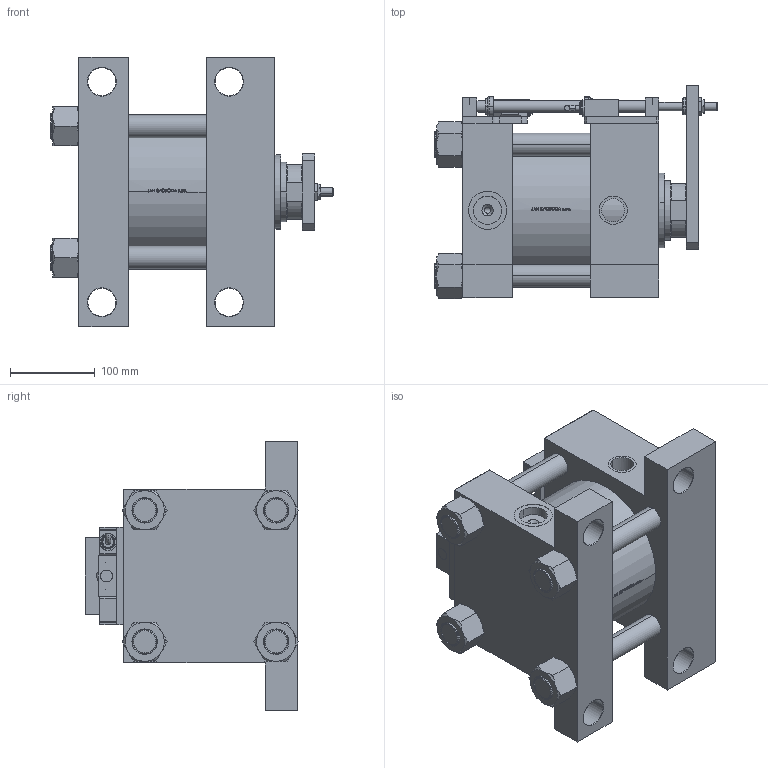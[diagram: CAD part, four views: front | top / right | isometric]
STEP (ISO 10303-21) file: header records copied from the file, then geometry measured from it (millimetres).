
FILE_DESCRIPTION (( 'STEP AP203' ), '1' );
FILE_NAME ('58e4.STEP', '2022-04-16T22:42:37', ( '' ), ( '' ), 'SwSTEP 2.0', 'SolidWorks 2019', '' );
FILE_SCHEMA (( 'CONFIG_CONTROL_DESIGN' ));
Length unit declared in the file: millimetre
Products named in the file (17): V215CD_SWITCH_Q_NUT c73c21374ca2fd8f200d188c4e5a2a67; V215CD_SWITCH_Q_PODLOZKA_FRONT c73c21374ca2fd8f200d188c4e5a2a67; V215CD_SWITCH_Q_ZARAZKA c73c21374ca2fd8f200d188c4e5a2a67; V215CD_SWITCH_Q_DIMA c73c21374ca2fd8f200d188c4e5a2a67; V215CD_NUT_M5_G c73c21374ca2fd8f200d188c4e5a2a67; V215CD_SWITCH_Q_NUT10 c73c21374ca2fd8f200d188c4e5a2a67; V215CD_SWITCH_Q_PODLOZKA_BACK c73c21374ca2fd8f200d188c4e5a2a67; V215CD_G_Body c73c21374ca2fd8f200d188c4e5a2a67; V215CD_VCP_G c73c21374ca2fd8f200d188c4e5a2a67; V215CD_SWITCH_Q_TYC c73c21374ca2fd8f200d188c4e5a2a67; V215CD_G_TYCINKA c73c21374ca2fd8f200d188c4e5a2a67; V215CD_SWITCH_Q_BLOK c73c21374ca2fd8f200d188c4e5a2a67; V215CD_SWITCH_Q_MAGNET c73c21374ca2fd8f200d188c4e5a2a67; 58e4; V215CD_SWITCH_Q_SWITCH c73c21374ca2fd8f200d188c4e5a2a67; V215CR_ROD_END_F; V215CD_VC_G c73c21374ca2fd8f200d188c4e5a2a67
Assembly tree (25 placements, depth 2):
  58e4
    V215CD_G_Body c73c21374ca2fd8f200d188c4e5a2a67
    V215CD_VC_G c73c21374ca2fd8f200d188c4e5a2a67
    V215CD_VCP_G c73c21374ca2fd8f200d188c4e5a2a67
    V215CD_G_TYCINKA c73c21374ca2fd8f200d188c4e5a2a67  x4
    V215CD_NUT_M5_G c73c21374ca2fd8f200d188c4e5a2a67  x4
    V215CR_ROD_END_F
    V215CD_SWITCH_Q_BLOK c73c21374ca2fd8f200d188c4e5a2a67  x2
    V215CD_SWITCH_Q_DIMA c73c21374ca2fd8f200d188c4e5a2a67
    V215CD_SWITCH_Q_MAGNET c73c21374ca2fd8f200d188c4e5a2a67  x2
    V215CD_SWITCH_Q_NUT c73c21374ca2fd8f200d188c4e5a2a67
    V215CD_SWITCH_Q_NUT10 c73c21374ca2fd8f200d188c4e5a2a67
    V215CD_SWITCH_Q_PODLOZKA_BACK c73c21374ca2fd8f200d188c4e5a2a67
    V215CD_SWITCH_Q_PODLOZKA_FRONT c73c21374ca2fd8f200d188c4e5a2a67
    V215CD_SWITCH_Q_SWITCH c73c21374ca2fd8f200d188c4e5a2a67  x2
    V215CD_SWITCH_Q_TYC c73c21374ca2fd8f200d188c4e5a2a67
    V215CD_SWITCH_Q_ZARAZKA c73c21374ca2fd8f200d188c4e5a2a67
Bounding box: 332.5 x 251.57 x 318 mm (x, y, z)
Volume: 8458010.1 mm3; surface area: 862291.5 mm2
Topology: 25 solids, 25 shells, 1377 faces, 3448 edges, 2222 vertices
Faces by surface type: plane 603, bspline 380, cylinder 197, cone 157, torus 40
Entity records: 54066 total; most frequent: CARTESIAN_POINT 26906, ORIENTED_EDGE 5836, DIRECTION 3999, EDGE_CURVE 2918, VERTEX_POINT 1896, VECTOR 1529, LINE 1529, EDGE_LOOP 1280
